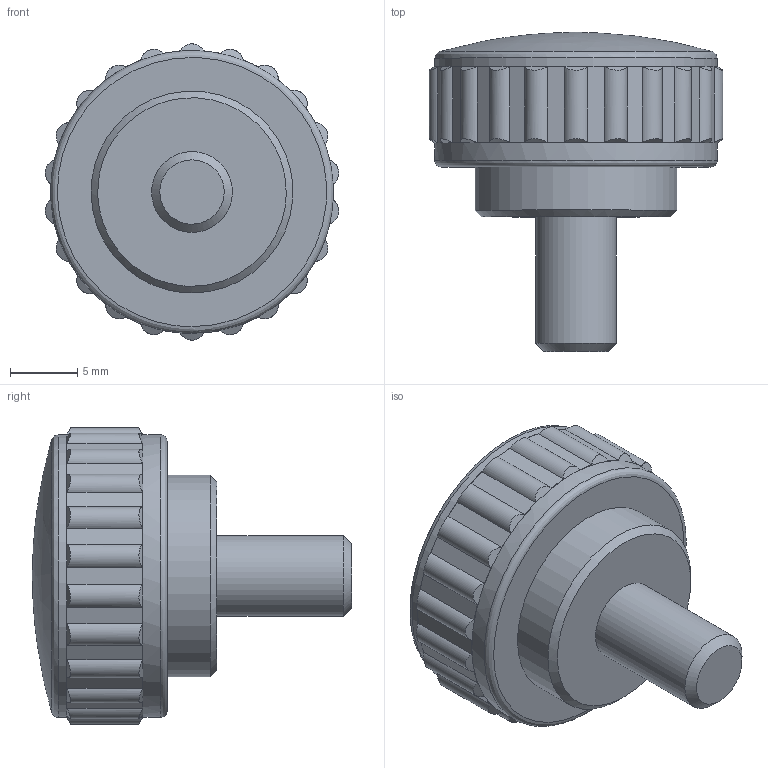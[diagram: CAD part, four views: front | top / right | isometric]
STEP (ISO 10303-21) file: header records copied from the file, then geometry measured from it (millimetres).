
FILE_DESCRIPTION(('Open CASCADE Model'),'2;1');
FILE_NAME('Open CASCADE Shape Model','2024-11-28T15:07:09',('Author'),( 'Open CASCADE'),'Open CASCADE STEP processor 7.5','Open CASCADE 7.5' ,'Unknown');
FILE_SCHEMA(('AUTOMOTIVE_DESIGN { 1 0 10303 214 1 1 1 1 }'));
Length unit declared in the file: millimetre
Products named in the file (1): Open CASCADE STEP translator 7.5 1
Bounding box: 21.8 x 23.7 x 22 mm (x, y, z)
Volume: 4226.4 mm3; surface area: 1644.2 mm2
Topology: 1 solids, 1 shells, 58 faces, 159 edges, 104 vertices
Faces by surface type: bspline 58
Entity records: 6088 total; most frequent: CARTESIAN_POINT 4113, B_SPLINE_CURVE_WITH_KNOTS 409, ORIENTED_EDGE 316, PCURVE 316, DEFINITIONAL_REPRESENTATION 316, EDGE_CURVE 158, SURFACE_CURVE 147, VERTEX_POINT 104
